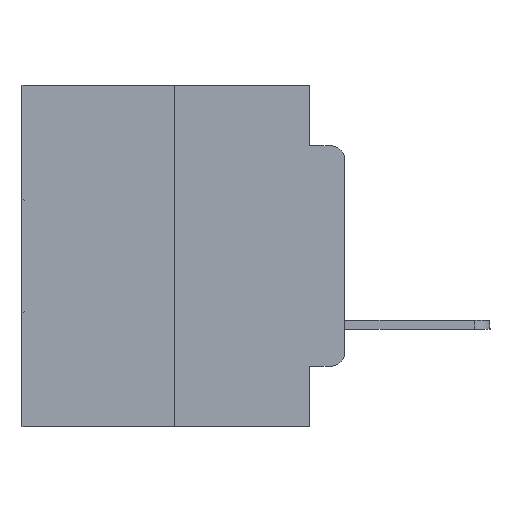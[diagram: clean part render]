
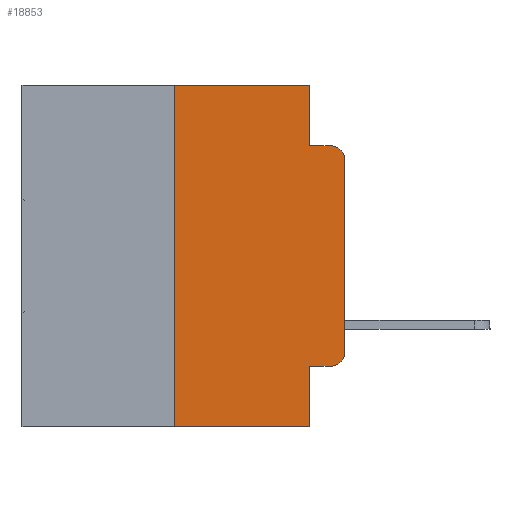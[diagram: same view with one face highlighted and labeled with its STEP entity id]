
A CAD part, left-side view. The second image highlights one B-rep face of the part: STEP entity #18853.
In plain terms, the highlighted planar face has unit normal (-1, 0, 0).
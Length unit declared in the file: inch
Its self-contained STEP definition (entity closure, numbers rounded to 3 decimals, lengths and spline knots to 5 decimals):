
#443 = LINE ( 'NONE', #23603, #6065 ) ;
#949 = EDGE_CURVE ( 'NONE', #29017, #17373, #12081, .T. ) ;
#1625 = CARTESIAN_POINT ( 'NONE',  ( 0., 0.051, -0.0885 ) ) ;
#2025 = AXIS2_PLACEMENT_3D ( 'NONE', #15689, #29862, #22680 ) ;
#2549 = CARTESIAN_POINT ( 'NONE',  ( 0., 0.051, -0.4115 ) ) ;
#2692 = CARTESIAN_POINT ( 'NONE',  ( 0., 0.02, -0.0885 ) ) ;
#2983 = VECTOR ( 'NONE', #16796, 39.37008 ) ;
#3125 = ORIENTED_EDGE ( 'NONE', *, *, #12469, .F. ) ;
#3842 = VERTEX_POINT ( 'NONE', #29075 ) ;
#4428 = EDGE_CURVE ( 'NONE', #23765, #17373, #17107, .T. ) ;
#5758 = VERTEX_POINT ( 'NONE', #14990 ) ;
#6065 = VECTOR ( 'NONE', #14177, 39.37008 ) ;
#6082 = VERTEX_POINT ( 'NONE', #26806 ) ;
#6384 = FACE_OUTER_BOUND ( 'NONE', #16320, .T. ) ;
#7204 = LINE ( 'NONE', #9196, #23399 ) ;
#8070 = ORIENTED_EDGE ( 'NONE', *, *, #10986, .F. ) ;
#8350 = DIRECTION ( 'NONE',  ( -1., 0., 0. ) ) ;
#9196 = CARTESIAN_POINT ( 'NONE',  ( 0., 0., 0. ) ) ;
#9674 = ORIENTED_EDGE ( 'NONE', *, *, #11527, .T. ) ;
#9747 = CARTESIAN_POINT ( 'NONE',  ( 0., 0.25, 0. ) ) ;
#9780 = DIRECTION ( 'NONE',  ( 0., -1., 0. ) ) ;
#10304 = ORIENTED_EDGE ( 'NONE', *, *, #17067, .F. ) ;
#10986 = EDGE_CURVE ( 'NONE', #27793, #22664, #443, .T. ) ;
#11323 = EDGE_CURVE ( 'NONE', #5758, #23765, #23865, .T. ) ;
#11448 = CARTESIAN_POINT ( 'NONE',  ( 0., 0.25, -0.5 ) ) ;
#11527 = EDGE_CURVE ( 'NONE', #3842, #6082, #29838, .T. ) ;
#11529 = LINE ( 'NONE', #25250, #29881 ) ;
#11670 = VERTEX_POINT ( 'NONE', #11448 ) ;
#11768 = LINE ( 'NONE', #16654, #2983 ) ;
#12081 = CIRCLE ( 'NONE', #29586, 0.02 ) ;
#12469 = EDGE_CURVE ( 'NONE', #24846, #5758, #11529, .T. ) ;
#12999 = ORIENTED_EDGE ( 'NONE', *, *, #16553, .T. ) ;
#14177 = DIRECTION ( 'NONE',  ( 0., 0., -1. ) ) ;
#14651 = CARTESIAN_POINT ( 'NONE',  ( 0., 0.25, 0. ) ) ;
#14990 = CARTESIAN_POINT ( 'NONE',  ( 0., 0.051, 0. ) ) ;
#15226 = ORIENTED_EDGE ( 'NONE', *, *, #949, .T. ) ;
#15351 = DIRECTION ( 'NONE',  ( 0., 0., 1. ) ) ;
#15689 = CARTESIAN_POINT ( 'NONE',  ( 0., 0.473, 0. ) ) ;
#15951 = ORIENTED_EDGE ( 'NONE', *, *, #11323, .F. ) ;
#16320 = EDGE_LOOP ( 'NONE', ( #12999, #15226, #24474, #15951, #3125, #10304, #29016, #8070, #25520, #9674 ) ) ;
#16499 = CARTESIAN_POINT ( 'NONE',  ( 0., 0.051, -0.4115 ) ) ;
#16553 = EDGE_CURVE ( 'NONE', #6082, #29017, #7204, .T. ) ;
#16654 = CARTESIAN_POINT ( 'NONE',  ( 0., 0.473, -0.5 ) ) ;
#16796 = DIRECTION ( 'NONE',  ( 0., -1., 0. ) ) ;
#16806 = DIRECTION ( 'NONE',  ( 0., -1., 0. ) ) ;
#17067 = EDGE_CURVE ( 'NONE', #11670, #24846, #27067, .T. ) ;
#17107 = LINE ( 'NONE', #21798, #24177 ) ;
#17373 = VERTEX_POINT ( 'NONE', #2692 ) ;
#17671 = AXIS2_PLACEMENT_3D ( 'NONE', #19594, #24460, #22150 ) ;
#18120 = EDGE_CURVE ( 'NONE', #27793, #3842, #23502, .T. ) ;
#18193 = EDGE_CURVE ( 'NONE', #11670, #22664, #11768, .T. ) ;
#18737 = VECTOR ( 'NONE', #18845, 39.37008 ) ;
#18845 = DIRECTION ( 'NONE',  ( 0., 0., -1. ) ) ;
#18853 = ADVANCED_FACE ( 'NONE', ( #6384 ), #20412, .F. ) ;
#19594 = CARTESIAN_POINT ( 'NONE',  ( 0., 0.02, -0.3915 ) ) ;
#20412 = PLANE ( 'NONE',  #2025 ) ;
#20673 = DIRECTION ( 'NONE',  ( 0., -1., 0. ) ) ;
#21798 = CARTESIAN_POINT ( 'NONE',  ( 0., 0.051, -0.0885 ) ) ;
#21877 = VECTOR ( 'NONE', #15351, 39.37008 ) ;
#22150 = DIRECTION ( 'NONE',  ( 0., 0., -1. ) ) ;
#22420 = VECTOR ( 'NONE', #9780, 39.37008 ) ;
#22443 = CARTESIAN_POINT ( 'NONE',  ( 0., 0.051, -0.5 ) ) ;
#22664 = VERTEX_POINT ( 'NONE', #22443 ) ;
#22680 = DIRECTION ( 'NONE',  ( 0., 0., -1. ) ) ;
#23260 = CARTESIAN_POINT ( 'NONE',  ( 0., 0.051, 0. ) ) ;
#23399 = VECTOR ( 'NONE', #25828, 39.37008 ) ;
#23502 = LINE ( 'NONE', #16499, #22420 ) ;
#23603 = CARTESIAN_POINT ( 'NONE',  ( 0., 0.051, 0. ) ) ;
#23765 = VERTEX_POINT ( 'NONE', #1625 ) ;
#23865 = LINE ( 'NONE', #23260, #18737 ) ;
#24078 = DIRECTION ( 'NONE',  ( 0., 0., -1. ) ) ;
#24177 = VECTOR ( 'NONE', #16806, 39.37008 ) ;
#24460 = DIRECTION ( 'NONE',  ( -1., 0., 0. ) ) ;
#24474 = ORIENTED_EDGE ( 'NONE', *, *, #4428, .F. ) ;
#24846 = VERTEX_POINT ( 'NONE', #9747 ) ;
#25250 = CARTESIAN_POINT ( 'NONE',  ( 0., 0.473, 0. ) ) ;
#25309 = CARTESIAN_POINT ( 'NONE',  ( 0., 0., -0.1085 ) ) ;
#25520 = ORIENTED_EDGE ( 'NONE', *, *, #18120, .T. ) ;
#25828 = DIRECTION ( 'NONE',  ( 0., 0., 1. ) ) ;
#26806 = CARTESIAN_POINT ( 'NONE',  ( 0., 0., -0.3915 ) ) ;
#27067 = LINE ( 'NONE', #14651, #21877 ) ;
#27793 = VERTEX_POINT ( 'NONE', #2549 ) ;
#29016 = ORIENTED_EDGE ( 'NONE', *, *, #18193, .T. ) ;
#29017 = VERTEX_POINT ( 'NONE', #25309 ) ;
#29075 = CARTESIAN_POINT ( 'NONE',  ( 0., 0.02, -0.4115 ) ) ;
#29254 = CARTESIAN_POINT ( 'NONE',  ( 0., 0.02, -0.1085 ) ) ;
#29586 = AXIS2_PLACEMENT_3D ( 'NONE', #29254, #8350, #24078 ) ;
#29838 = CIRCLE ( 'NONE', #17671, 0.02 ) ;
#29862 = DIRECTION ( 'NONE',  ( 1., 0., 0. ) ) ;
#29881 = VECTOR ( 'NONE', #20673, 39.37008 ) ;
